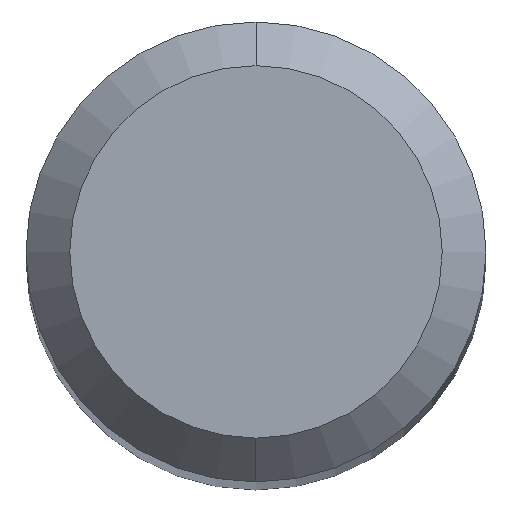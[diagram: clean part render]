
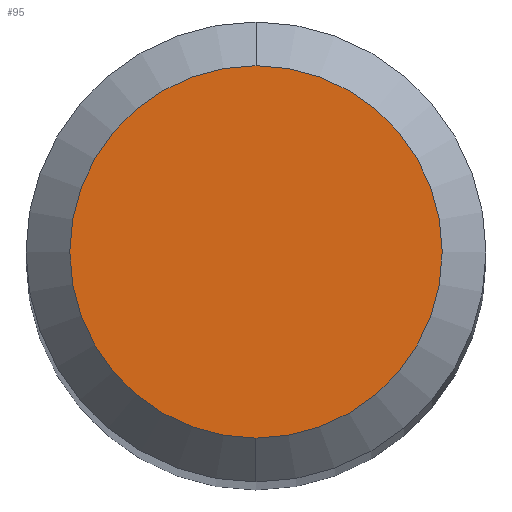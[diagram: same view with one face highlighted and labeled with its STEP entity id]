
A CAD part, top view. The second image highlights one B-rep face of the part: STEP entity #95.
In plain terms, the highlighted planar face has unit normal (0, 0, 1).
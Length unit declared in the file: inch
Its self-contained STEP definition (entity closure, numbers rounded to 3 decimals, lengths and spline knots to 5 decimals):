
#24 = DIRECTION ( 'NONE',  ( 0., 0., 1. ) ) ;
#44 = CARTESIAN_POINT ( 'NONE',  ( 0., 0.06375, 0. ) ) ;
#46 = AXIS2_PLACEMENT_3D ( 'NONE', #172, #130, #452 ) ;
#52 = CIRCLE ( 'NONE', #507, 0.06375 ) ;
#53 = EDGE_CURVE ( 'NONE', #289, #451, #490, .T. ) ;
#75 = CARTESIAN_POINT ( 'NONE',  ( 0., 0., 0. ) ) ;
#95 = ADVANCED_FACE ( 'NONE', ( #199 ), #304, .F. ) ;
#121 = ORIENTED_EDGE ( 'NONE', *, *, #53, .T. ) ;
#130 = DIRECTION ( 'NONE',  ( 0., 0., -1. ) ) ;
#159 = DIRECTION ( 'NONE',  ( 0., 0., 1. ) ) ;
#172 = CARTESIAN_POINT ( 'NONE',  ( 0., 0.06375, 0. ) ) ;
#199 = FACE_OUTER_BOUND ( 'NONE', #256, .T. ) ;
#202 = EDGE_CURVE ( 'NONE', #451, #289, #52, .T. ) ;
#225 = CARTESIAN_POINT ( 'NONE',  ( 0., 0., 0. ) ) ;
#256 = EDGE_LOOP ( 'NONE', ( #496, #121 ) ) ;
#289 = VERTEX_POINT ( 'NONE', #504 ) ;
#304 = PLANE ( 'NONE',  #46 ) ;
#325 = DIRECTION ( 'NONE',  ( 0., -1., 0. ) ) ;
#386 = DIRECTION ( 'NONE',  ( 0., -1., 0. ) ) ;
#429 = AXIS2_PLACEMENT_3D ( 'NONE', #75, #159, #325 ) ;
#451 = VERTEX_POINT ( 'NONE', #44 ) ;
#452 = DIRECTION ( 'NONE',  ( 0., 1., 0. ) ) ;
#490 = CIRCLE ( 'NONE', #429, 0.06375 ) ;
#496 = ORIENTED_EDGE ( 'NONE', *, *, #202, .T. ) ;
#504 = CARTESIAN_POINT ( 'NONE',  ( 0., -0.06375, 0. ) ) ;
#507 = AXIS2_PLACEMENT_3D ( 'NONE', #225, #24, #386 ) ;
